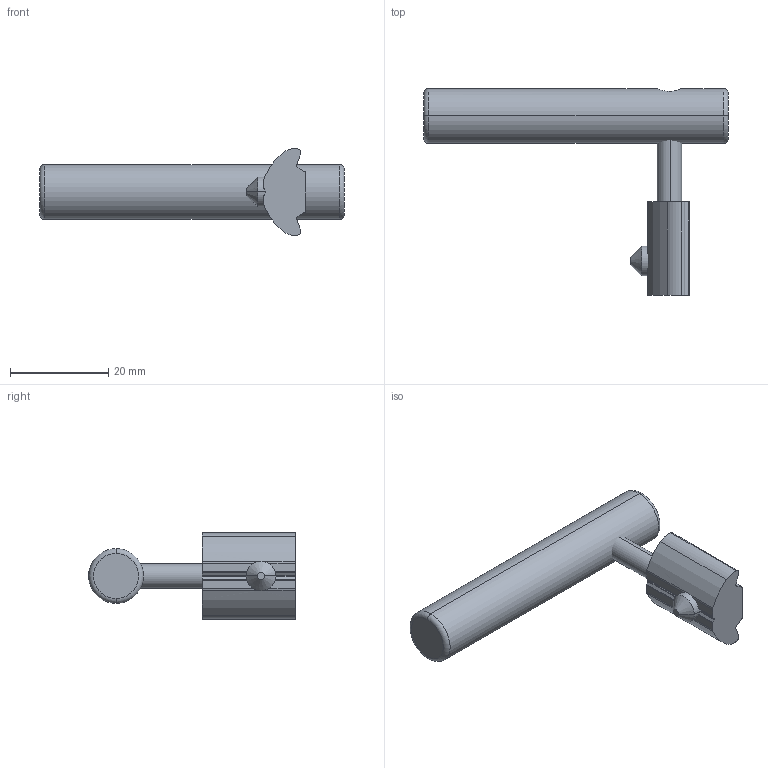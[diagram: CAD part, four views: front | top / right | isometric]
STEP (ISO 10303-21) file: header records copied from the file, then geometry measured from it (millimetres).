
FILE_DESCRIPTION (( 'STEP AP214' ), '1' );
FILE_NAME ('40-6 Bi-Fold Door Guide Kit(40DLM-9410-001-01).STEP', '2023-09-11T14:37:33', ( '' ), ( '' ), 'SwSTEP 2.0', 'SolidWorks 2020', '' );
FILE_SCHEMA (( 'AUTOMOTIVE_DESIGN' ));
Length unit declared in the file: millimetre
Products named in the file (5): 40-6 Bi-Fold Door Guide Kit(40DLM-9410-001-01); 40-6 Std Nut Stock_Bi-Fold Pin Nut 40DDH-1411-001-00; 40-6 Bi-Fold Door Slot Guide_Op1 (Saw); Dowel Pin_Metric_o05mmx25mm; Set Screw-Cone Point_M06x1.0x12mm
Assembly tree (4 placements, depth 2):
  40-6 Bi-Fold Door Guide Kit(40DLM-9410-001-01)
    40-6 Std Nut Stock_Bi-Fold Pin Nut 40DDH-1411-001-00
    Dowel Pin_Metric_o05mmx25mm
    Set Screw-Cone Point_M06x1.0x12mm
    40-6 Bi-Fold Door Slot Guide_Op1 (Saw)
Bounding box: 62 x 42.08 x 17.65 mm (x, y, z)
Volume: 8484.4 mm3; surface area: 4424 mm2
Topology: 4 solids, 4 shells, 89 faces, 217 edges, 132 vertices
Faces by surface type: cylinder 35, plane 32, cone 16, torus 4, sphere 2
Entity records: 2883 total; most frequent: CARTESIAN_POINT 557, DIRECTION 469, ORIENTED_EDGE 422, EDGE_CURVE 211, AXIS2_PLACEMENT_3D 182, VERTEX_POINT 132, VECTOR 105, LINE 105
